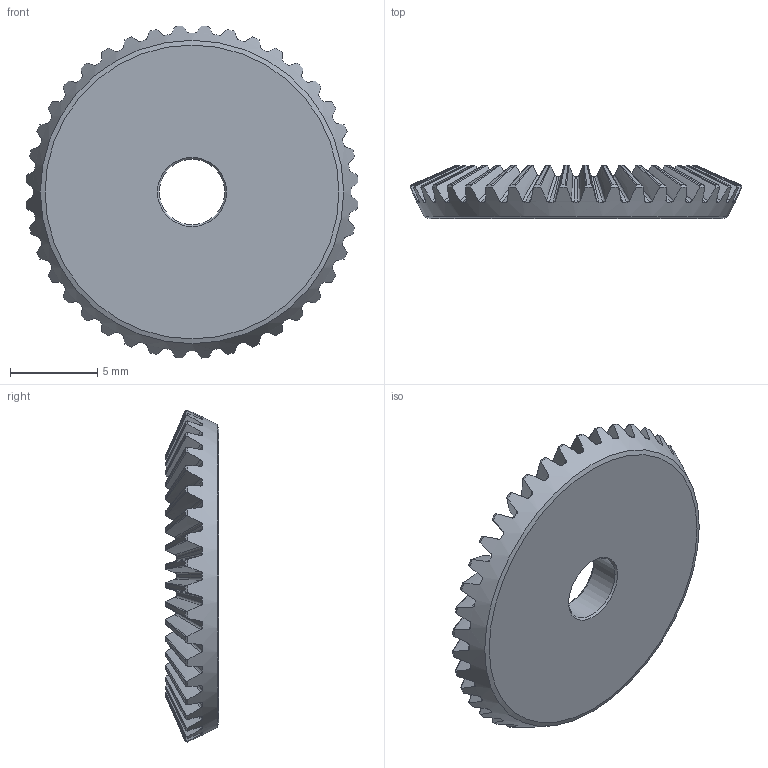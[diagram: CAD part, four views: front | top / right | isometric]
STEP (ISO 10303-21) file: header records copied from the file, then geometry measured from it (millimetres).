
FILE_DESCRIPTION(/* description */ ('','CAx-IF Rec.Pracs.---Representation and Presentation of Product Manufacturing Information (PMI)---4.0---2014-10-13'),/* implementation_level */ '2;1');
FILE_NAME(/* name */ 'Bevel Gear A.step',/* time_stamp */ '2025-03-23T17:59:11-07:00',/* author */ (''),/* organization */ (''),/* preprocessor_version */ 'ST-DEVELOPER v20',/* originating_system */ 'Autodesk Translation Framework v13.20.0.188',/* authorisation */ '');
FILE_SCHEMA (('AP242_MANAGED_MODEL_BASED_3D_ENGINEERING_MIM_LF { 1 0 10303 442 1 1 4 }'));
Length unit declared in the file: millimetre
Products named in the file (1): Bevel Gear A
Bounding box: 18.99 x 3.04 x 18.99 mm (x, y, z)
Volume: 503 mm3; surface area: 771.6 mm2
Topology: 1 solids, 1 shells, 408 faces, 1258 edges, 852 vertices
Faces by surface type: bspline 280, cone 125, plane 2, cylinder 1
Full cylindrical faces by diameter (mm): 3.75 x1
Entity records: 24615 total; most frequent: CARTESIAN_POINT 15679, ORIENTED_EDGE 2516, EDGE_CURVE 1258, DIRECTION 904, VERTEX_POINT 852, B_SPLINE_CURVE_WITH_KNOTS 832, EDGE_LOOP 410, FACE_OUTER_BOUND 408
